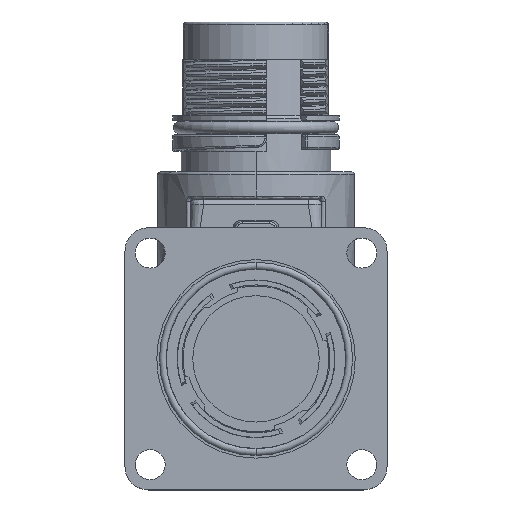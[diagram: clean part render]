
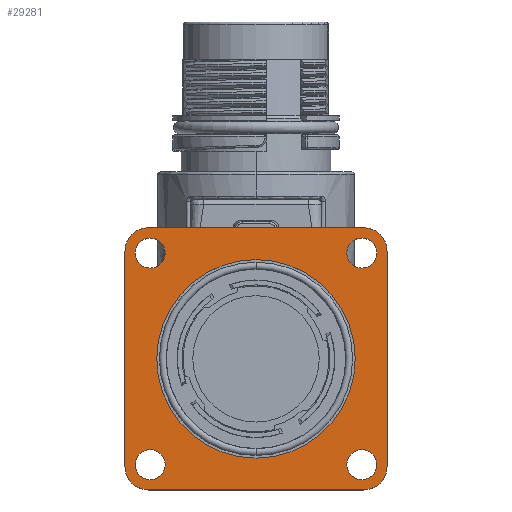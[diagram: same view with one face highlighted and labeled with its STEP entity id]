
A CAD part, top view. The second image highlights one B-rep face of the part: STEP entity #29281.
In plain terms, the highlighted planar face has unit normal (0, 0, 1).
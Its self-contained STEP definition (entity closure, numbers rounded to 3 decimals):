
#6852=CARTESIAN_POINT('',(11.5,-31.5,22.1));
#6853=DIRECTION('',(0.,0.,1.));
#6854=DIRECTION('',(0.,-1.,0.));
#6855=AXIS2_PLACEMENT_3D('',#6852,#6853,#6854);
#6857=DIRECTION('',(1.,0.,0.));
#6858=VECTOR('',#6857,23.);
#6859=CARTESIAN_POINT('',(-11.5,-34.,22.1));
#6860=LINE('',#6859,#6858);
#6861=CARTESIAN_POINT('',(-11.5,-31.5,22.1));
#6862=DIRECTION('',(0.,0.,1.));
#6863=DIRECTION('',(-1.,0.,0.));
#6864=AXIS2_PLACEMENT_3D('',#6861,#6862,#6863);
#6866=DIRECTION('',(0.,-1.,0.));
#6867=VECTOR('',#6866,23.);
#6868=CARTESIAN_POINT('',(-14.,-8.5,22.1));
#6869=LINE('',#6868,#6867);
#6870=CARTESIAN_POINT('',(-11.5,-8.5,22.1));
#6871=DIRECTION('',(0.,0.,1.));
#6872=DIRECTION('',(0.,1.,0.));
#6873=AXIS2_PLACEMENT_3D('',#6870,#6871,#6872);
#6875=DIRECTION('',(-1.,0.,0.));
#6876=VECTOR('',#6875,23.);
#6877=CARTESIAN_POINT('',(11.5,-6.,22.1));
#6878=LINE('',#6877,#6876);
#6879=CARTESIAN_POINT('',(11.5,-8.5,22.1));
#6880=DIRECTION('',(0.,0.,1.));
#6881=DIRECTION('',(1.,0.,0.));
#6882=AXIS2_PLACEMENT_3D('',#6879,#6880,#6881);
#6884=DIRECTION('',(0.,1.,0.));
#6885=VECTOR('',#6884,23.);
#6886=CARTESIAN_POINT('',(14.,-31.5,22.1));
#6887=LINE('',#6886,#6885);
#6888=CARTESIAN_POINT('',(0.,-20.,22.1));
#6889=DIRECTION('',(0.,0.,1.));
#6890=DIRECTION('',(0.,-1.,0.));
#6891=AXIS2_PLACEMENT_3D('',#6888,#6889,#6890);
#6893=CARTESIAN_POINT('',(0.,-20.,22.1));
#6894=DIRECTION('',(0.,0.,1.));
#6895=DIRECTION('',(0.,1.,0.));
#6896=AXIS2_PLACEMENT_3D('',#6893,#6894,#6895);
#6898=CARTESIAN_POINT('',(11.3,-31.3,22.1));
#6899=DIRECTION('',(0.,0.,-1.));
#6900=DIRECTION('',(0.,-1.,0.));
#6901=AXIS2_PLACEMENT_3D('',#6898,#6899,#6900);
#6903=CARTESIAN_POINT('',(11.3,-31.3,22.1));
#6904=DIRECTION('',(0.,0.,-1.));
#6905=DIRECTION('',(0.,1.,0.));
#6906=AXIS2_PLACEMENT_3D('',#6903,#6904,#6905);
#6908=CARTESIAN_POINT('',(11.3,-8.7,22.1));
#6909=DIRECTION('',(0.,0.,-1.));
#6910=DIRECTION('',(0.,-1.,0.));
#6911=AXIS2_PLACEMENT_3D('',#6908,#6909,#6910);
#6913=CARTESIAN_POINT('',(11.3,-8.7,22.1));
#6914=DIRECTION('',(0.,0.,-1.));
#6915=DIRECTION('',(0.,1.,0.));
#6916=AXIS2_PLACEMENT_3D('',#6913,#6914,#6915);
#6918=CARTESIAN_POINT('',(-11.3,-8.7,22.1));
#6919=DIRECTION('',(0.,0.,-1.));
#6920=DIRECTION('',(0.,-1.,0.));
#6921=AXIS2_PLACEMENT_3D('',#6918,#6919,#6920);
#6923=CARTESIAN_POINT('',(-11.3,-8.7,22.1));
#6924=DIRECTION('',(0.,0.,-1.));
#6925=DIRECTION('',(0.,1.,0.));
#6926=AXIS2_PLACEMENT_3D('',#6923,#6924,#6925);
#6928=CARTESIAN_POINT('',(-11.3,-31.3,22.1));
#6929=DIRECTION('',(0.,0.,-1.));
#6930=DIRECTION('',(0.,-1.,0.));
#6931=AXIS2_PLACEMENT_3D('',#6928,#6929,#6930);
#6933=CARTESIAN_POINT('',(-11.3,-31.3,22.1));
#6934=DIRECTION('',(0.,0.,-1.));
#6935=DIRECTION('',(0.,1.,0.));
#6936=AXIS2_PLACEMENT_3D('',#6933,#6934,#6935);
#18681=CARTESIAN_POINT('',(11.5,-34.,22.1));
#18682=CARTESIAN_POINT('',(14.,-31.5,22.1));
#18683=VERTEX_POINT('',#18681);
#18684=VERTEX_POINT('',#18682);
#18685=CARTESIAN_POINT('',(14.,-8.5,22.1));
#18686=CARTESIAN_POINT('',(11.5,-6.,22.1));
#18687=VERTEX_POINT('',#18685);
#18688=VERTEX_POINT('',#18686);
#18689=CARTESIAN_POINT('',(-14.,-31.5,22.1));
#18690=CARTESIAN_POINT('',(-11.5,-34.,22.1));
#18691=VERTEX_POINT('',#18689);
#18692=VERTEX_POINT('',#18690);
#18693=CARTESIAN_POINT('',(-11.5,-6.,22.1));
#18694=CARTESIAN_POINT('',(-14.,-8.5,22.1));
#18695=VERTEX_POINT('',#18693);
#18696=VERTEX_POINT('',#18694);
#18697=CARTESIAN_POINT('',(11.3,-32.9,22.1));
#18698=CARTESIAN_POINT('',(11.3,-29.7,22.1));
#18699=VERTEX_POINT('',#18697);
#18700=VERTEX_POINT('',#18698);
#18701=CARTESIAN_POINT('',(11.3,-10.3,22.1));
#18702=CARTESIAN_POINT('',(11.3,-7.1,22.1));
#18703=VERTEX_POINT('',#18701);
#18704=VERTEX_POINT('',#18702);
#18705=CARTESIAN_POINT('',(-11.3,-10.3,22.1));
#18706=CARTESIAN_POINT('',(-11.3,-7.1,22.1));
#18707=VERTEX_POINT('',#18705);
#18708=VERTEX_POINT('',#18706);
#18709=CARTESIAN_POINT('',(-11.3,-32.9,22.1));
#18710=CARTESIAN_POINT('',(-11.3,-29.7,22.1));
#18711=VERTEX_POINT('',#18709);
#18712=VERTEX_POINT('',#18710);
#19075=CARTESIAN_POINT('',(0.,-30.6,22.1));
#19076=CARTESIAN_POINT('',(0.,-9.4,22.1));
#19077=VERTEX_POINT('',#19075);
#19078=VERTEX_POINT('',#19076);
#29230=CARTESIAN_POINT('',(0.,-20.,22.1));
#29231=DIRECTION('',(0.,0.,-1.));
#29232=DIRECTION('',(0.,-1.,0.));
#29233=AXIS2_PLACEMENT_3D('',#29230,#29231,#29232);
#29234=PLANE('',#29233);
#29236=ORIENTED_EDGE('',*,*,#29235,.F.);
#29238=ORIENTED_EDGE('',*,*,#29237,.F.);
#29240=ORIENTED_EDGE('',*,*,#29239,.F.);
#29242=ORIENTED_EDGE('',*,*,#29241,.F.);
#29244=ORIENTED_EDGE('',*,*,#29243,.F.);
#29246=ORIENTED_EDGE('',*,*,#29245,.F.);
#29248=ORIENTED_EDGE('',*,*,#29247,.F.);
#29250=ORIENTED_EDGE('',*,*,#29249,.F.);
#29251=EDGE_LOOP('',(#29236,#29238,#29240,#29242,#29244,#29246,#29248,#29250));
#29252=FACE_OUTER_BOUND('',#29251,.F.);
#29254=ORIENTED_EDGE('',*,*,#29253,.T.);
#29256=ORIENTED_EDGE('',*,*,#29255,.T.);
#29257=EDGE_LOOP('',(#29254,#29256));
#29258=FACE_BOUND('',#29257,.F.);
#29260=ORIENTED_EDGE('',*,*,#29259,.F.);
#29262=ORIENTED_EDGE('',*,*,#29261,.F.);
#29263=EDGE_LOOP('',(#29260,#29262));
#29264=FACE_BOUND('',#29263,.F.);
#29265=ORIENTED_EDGE('',*,*,#29210,.F.);
#29266=ORIENTED_EDGE('',*,*,#29224,.F.);
#29267=EDGE_LOOP('',(#29265,#29266));
#29268=FACE_BOUND('',#29267,.F.);
#29270=ORIENTED_EDGE('',*,*,#29269,.F.);
#29272=ORIENTED_EDGE('',*,*,#29271,.F.);
#29273=EDGE_LOOP('',(#29270,#29272));
#29274=FACE_BOUND('',#29273,.F.);
#29276=ORIENTED_EDGE('',*,*,#29275,.F.);
#29278=ORIENTED_EDGE('',*,*,#29277,.F.);
#29279=EDGE_LOOP('',(#29276,#29278));
#29280=FACE_BOUND('',#29279,.F.);
#29281=ADVANCED_FACE('',(#29252,#29258,#29264,#29268,#29274,#29280),#29234,.F.);
#6856=CIRCLE('',#6855,2.5);
#6865=CIRCLE('',#6864,2.5);
#6874=CIRCLE('',#6873,2.5);
#6883=CIRCLE('',#6882,2.5);
#6892=CIRCLE('',#6891,10.6);
#6897=CIRCLE('',#6896,10.6);
#6902=CIRCLE('',#6901,1.6);
#6907=CIRCLE('',#6906,1.6);
#6912=CIRCLE('',#6911,1.6);
#6917=CIRCLE('',#6916,1.6);
#6922=CIRCLE('',#6921,1.6);
#6927=CIRCLE('',#6926,1.6);
#6932=CIRCLE('',#6931,1.6);
#6937=CIRCLE('',#6936,1.6);
#29210=EDGE_CURVE('',#18703,#18704,#6912,.T.);
#29224=EDGE_CURVE('',#18704,#18703,#6917,.T.);
#29235=EDGE_CURVE('',#18683,#18684,#6856,.T.);
#29237=EDGE_CURVE('',#18692,#18683,#6860,.T.);
#29239=EDGE_CURVE('',#18691,#18692,#6865,.T.);
#29241=EDGE_CURVE('',#18696,#18691,#6869,.T.);
#29243=EDGE_CURVE('',#18695,#18696,#6874,.T.);
#29245=EDGE_CURVE('',#18688,#18695,#6878,.T.);
#29247=EDGE_CURVE('',#18687,#18688,#6883,.T.);
#29249=EDGE_CURVE('',#18684,#18687,#6887,.T.);
#29253=EDGE_CURVE('',#19077,#19078,#6892,.T.);
#29255=EDGE_CURVE('',#19078,#19077,#6897,.T.);
#29259=EDGE_CURVE('',#18699,#18700,#6902,.T.);
#29261=EDGE_CURVE('',#18700,#18699,#6907,.T.);
#29269=EDGE_CURVE('',#18707,#18708,#6922,.T.);
#29271=EDGE_CURVE('',#18708,#18707,#6927,.T.);
#29275=EDGE_CURVE('',#18711,#18712,#6932,.T.);
#29277=EDGE_CURVE('',#18712,#18711,#6937,.T.);
